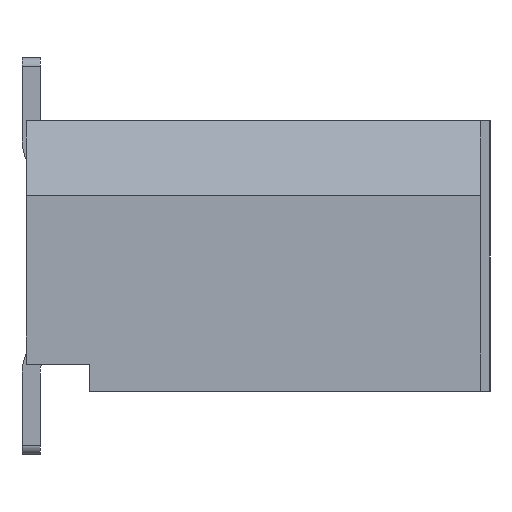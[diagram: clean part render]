
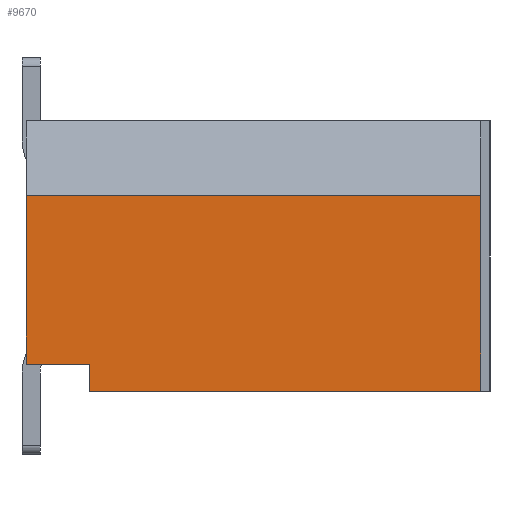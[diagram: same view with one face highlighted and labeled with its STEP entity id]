
A CAD part, left-side view. The second image highlights one B-rep face of the part: STEP entity #9670.
In plain terms, the highlighted planar face has unit normal (-1, 0, 0).
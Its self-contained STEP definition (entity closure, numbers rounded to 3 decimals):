
#1381=ORIENTED_EDGE('',*,*,#3204,.F.);
#1382=ORIENTED_EDGE('',*,*,#3943,.F.);
#1383=ORIENTED_EDGE('',*,*,#3944,.F.);
#1384=ORIENTED_EDGE('',*,*,#3945,.T.);
#1385=ORIENTED_EDGE('',*,*,#3946,.T.);
#1386=ORIENTED_EDGE('',*,*,#3935,.F.);
#3204=EDGE_CURVE('',#4645,#4646,#5603,.T.);
#3935=EDGE_CURVE('',#4646,#5186,#6300,.T.);
#3943=EDGE_CURVE('',#5190,#4645,#6308,.T.);
#3944=EDGE_CURVE('',#5191,#5190,#6309,.T.);
#3945=EDGE_CURVE('',#5191,#5192,#6310,.T.);
#3946=EDGE_CURVE('',#5192,#5186,#6311,.T.);
#4645=VERTEX_POINT('',#13262);
#4646=VERTEX_POINT('',#13264);
#5186=VERTEX_POINT('',#14667);
#5190=VERTEX_POINT('',#14682);
#5191=VERTEX_POINT('',#14684);
#5192=VERTEX_POINT('',#14686);
#5603=LINE('',#13263,#6934);
#6300=LINE('',#14666,#7631);
#6308=LINE('',#14681,#7639);
#6309=LINE('',#14683,#7640);
#6310=LINE('',#14685,#7641);
#6311=LINE('',#14687,#7642);
#6934=VECTOR('',#10696,1000.);
#7631=VECTOR('',#11725,1000.);
#7639=VECTOR('',#11739,1000.);
#7640=VECTOR('',#11740,1000.);
#7641=VECTOR('',#11741,1000.);
#7642=VECTOR('',#11742,1000.);
#8341=EDGE_LOOP('',(#1381,#1382,#1383,#1384,#1385,#1386));
#8802=FACE_BOUND('',#8341,.T.);
#9246=PLANE('',#10214);
#9670=ADVANCED_FACE('',(#8802),#9246,.F.);
#10214=AXIS2_PLACEMENT_3D('',#14680,#11737,#11738);
#10696=DIRECTION('',(0.,0.,1.));
#11725=DIRECTION('',(0.,1.,0.));
#11737=DIRECTION('',(1.,0.,0.));
#11738=DIRECTION('',(0.,0.,-1.));
#11739=DIRECTION('',(0.,1.,0.));
#11740=DIRECTION('',(0.,0.,-1.));
#11741=DIRECTION('',(0.,1.,0.));
#11742=DIRECTION('',(0.,0.,-1.));
#13262=CARTESIAN_POINT('',(-9.5,1.825,-1.5));
#13263=CARTESIAN_POINT('',(-9.5,1.825,-1.5));
#13264=CARTESIAN_POINT('',(-9.5,1.825,-1.2));
#14666=CARTESIAN_POINT('',(-9.5,1.825,-1.2));
#14667=CARTESIAN_POINT('',(-9.5,2.525,-1.2));
#14680=CARTESIAN_POINT('',(-9.5,-2.525,0.672));
#14681=CARTESIAN_POINT('',(-9.5,-2.525,-1.5));
#14682=CARTESIAN_POINT('',(-9.5,-2.525,-1.5));
#14683=CARTESIAN_POINT('',(-9.5,-2.525,0.672));
#14684=CARTESIAN_POINT('',(-9.5,-2.525,0.672));
#14685=CARTESIAN_POINT('',(-9.5,-2.525,0.672));
#14686=CARTESIAN_POINT('',(-9.5,2.525,0.672));
#14687=CARTESIAN_POINT('',(-9.5,2.525,0.672));
